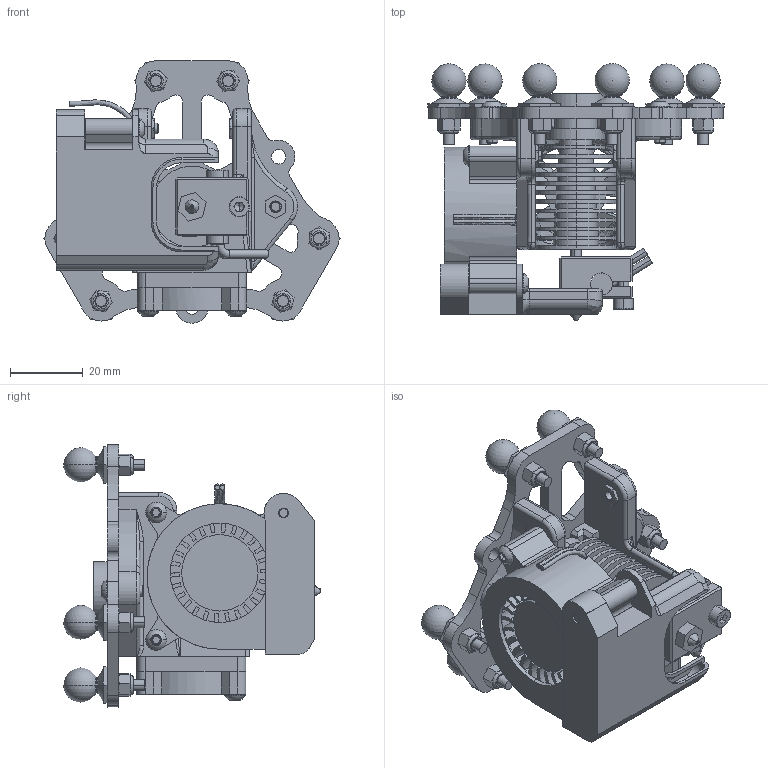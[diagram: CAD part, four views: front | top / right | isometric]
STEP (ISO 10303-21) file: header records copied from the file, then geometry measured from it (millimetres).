
FILE_DESCRIPTION (( 'STEP AP214' ), '1' );
FILE_NAME ('Tria_Delta_Effector_3_E3D-V6.STEP', '2016-04-17T15:12:45', ( '' ), ( '' ), 'SwSTEP 2.0', 'SolidWorks 2015', '' );
FILE_SCHEMA (( 'AUTOMOTIVE_DESIGN' ));
Length unit declared in the file: millimetre
Products named in the file (23): 30x30_Fan; D3010_QUILT_1; D3010_SOLID_1; E3D All Metal Hotend V6 assy; HEXAGON SOCKET HEAD CAP SCREWS(SCB3-10); Thermistor; Ceramic Cartridge HeaterV2; E3D v6 HotEnd - Heat Block; E3D v6 HotEnd - Nozzle(+â+P+î-½+Ö+ä); E3D v6 HotEnd - Heatbreak; Button Head Socket Cap Screw M3_M3 x 16; E3D v6 HotEnd - HeatsinkV2; 3mm_Hex_Nut_B18.2.4.2M - Hex nut, Style 2,  M3 x 0.5 --D-C; Base_Effector_Plate; Nylon Insert Lock Nut M3; Ultibots Ball; Tria_Delta_Effector_3_E3D-V6; Button Head Socket Cap Screw M3_M3 x 22; Button Head Socket Cap Screw M3_M3 x 20; Button Head Socket Cap Screw M3_M3 x 10; cooling_duct_v2; Hotend Retainer Clip; 4020Blower
Assembly tree (38 placements, depth 3):
  Tria_Delta_Effector_3_E3D-V6
    Base_Effector_Plate
    E3D All Metal Hotend V6 assy
      E3D v6 HotEnd - HeatsinkV2
      E3D v6 HotEnd - Heatbreak
      E3D v6 HotEnd - Nozzle(+â+P+î-½+Ö+ä)
      E3D v6 HotEnd - Heat Block
      Ceramic Cartridge HeaterV2
      Thermistor
      HEXAGON SOCKET HEAD CAP SCREWS(SCB3-10)
    30x30_Fan
      D3010_SOLID_1
      D3010_QUILT_1
    4020Blower
    Hotend Retainer Clip
    cooling_duct_v2
    Button Head Socket Cap Screw M3_M3 x 10  x2
    Button Head Socket Cap Screw M3_M3 x 20  x2
    Button Head Socket Cap Screw M3_M3 x 22
    Ultibots Ball  x6
    Nylon Insert Lock Nut M3  x6
    3mm_Hex_Nut_B18.2.4.2M - Hex nut, Style 2,  M3 x 0.5 --D-C  x4
    Button Head Socket Cap Screw M3_M3 x 16  x2
Bounding box: 81.41 x 70.52 x 72.09 mm (x, y, z)
Volume: 64170 mm3; surface area: 65511.6 mm2
Topology: 42 solids, 42 shells, 1668 faces, 4219 edges, 2667 vertices
Faces by surface type: plane 657, cylinder 630, cone 228, torus 71, bspline 56, sphere 26
Entity records: 47361 total; most frequent: CARTESIAN_POINT 14146, DIRECTION 6928, ORIENTED_EDGE 6656, EDGE_CURVE 3328, AXIS2_PLACEMENT_3D 2663, VERTEX_POINT 2139, VECTOR 1602, LINE 1602
